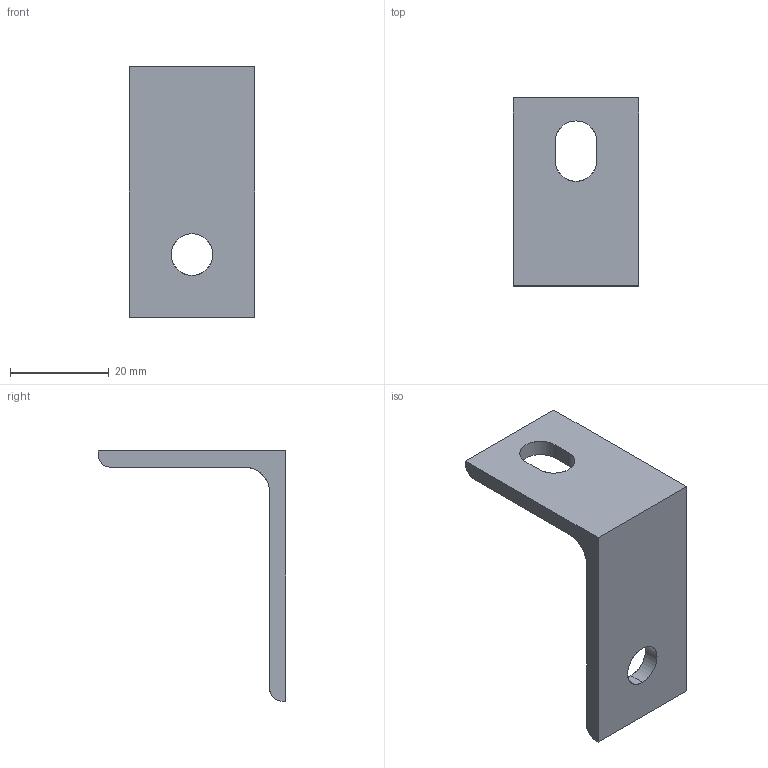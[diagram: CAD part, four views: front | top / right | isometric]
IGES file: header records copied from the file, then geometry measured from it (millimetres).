
Start section: SolidWorks IGES file using analytic representation for surfaces
Global section: file name: D1102039-v2_ACB_Installation Stand, Angle Corner Bracket.IGS; native system: SolidWorks 2012; preprocessor: SolidWorks 2012; author: tnguyen; date: 120917.065644; units: inch
Bounding box: 25.4 x 38.1 x 50.8 mm (x, y, z)
Surface area: 4888.6 mm2 (no closed solid volume)
Topology: 0 solids, 0 shells, 17 faces, 252 edges, 252 vertices
Faces by surface type: bspline 10, revolution 7
